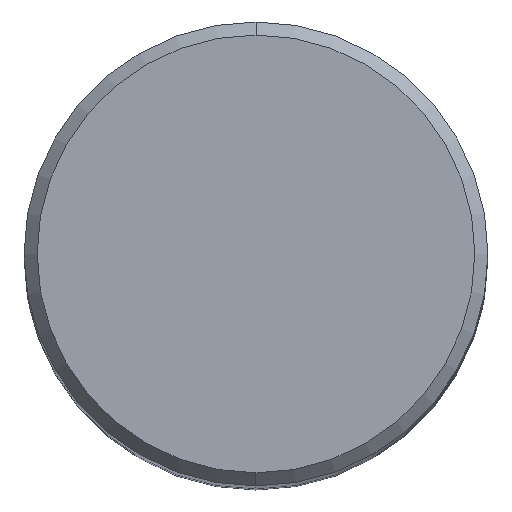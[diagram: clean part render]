
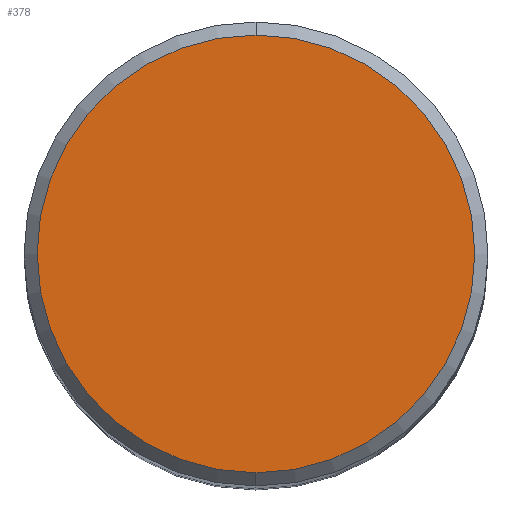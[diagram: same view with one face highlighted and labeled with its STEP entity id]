
A CAD part, top view. The second image highlights one B-rep face of the part: STEP entity #378.
In plain terms, the highlighted planar face has unit normal (0, 0, 1).
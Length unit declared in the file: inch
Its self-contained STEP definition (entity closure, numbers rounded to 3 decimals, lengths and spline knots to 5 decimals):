
#4 = AXIS2_PLACEMENT_3D ( 'NONE', #122, #20, #91 ) ;
#10 = DIRECTION ( 'NONE',  ( 0., 1., 0. ) ) ;
#12 = DIRECTION ( 'NONE',  ( 0., 0., -1. ) ) ;
#20 = DIRECTION ( 'NONE',  ( 0., 0., 1. ) ) ;
#22 = ORIENTED_EDGE ( 'NONE', *, *, #365, .T. ) ;
#91 = DIRECTION ( 'NONE',  ( 0., -1., 0. ) ) ;
#114 = CARTESIAN_POINT ( 'NONE',  ( 0., 0.33435, 0. ) ) ;
#117 = EDGE_LOOP ( 'NONE', ( #22, #173 ) ) ;
#122 = CARTESIAN_POINT ( 'NONE',  ( 0., 0., 0. ) ) ;
#173 = ORIENTED_EDGE ( 'NONE', *, *, #341, .T. ) ;
#174 = DIRECTION ( 'NONE',  ( 0., -1., 0. ) ) ;
#183 = CIRCLE ( 'NONE', #200, 0.33435 ) ;
#200 = AXIS2_PLACEMENT_3D ( 'NONE', #373, #309, #174 ) ;
#210 = FACE_OUTER_BOUND ( 'NONE', #117, .T. ) ;
#213 = PLANE ( 'NONE',  #307 ) ;
#216 = VERTEX_POINT ( 'NONE', #370 ) ;
#252 = CIRCLE ( 'NONE', #4, 0.33435 ) ;
#278 = VERTEX_POINT ( 'NONE', #114 ) ;
#294 = CARTESIAN_POINT ( 'NONE',  ( 0., 0.33435, 0. ) ) ;
#307 = AXIS2_PLACEMENT_3D ( 'NONE', #294, #12, #10 ) ;
#309 = DIRECTION ( 'NONE',  ( 0., 0., 1. ) ) ;
#341 = EDGE_CURVE ( 'NONE', #216, #278, #183, .T. ) ;
#365 = EDGE_CURVE ( 'NONE', #278, #216, #252, .T. ) ;
#370 = CARTESIAN_POINT ( 'NONE',  ( 0., -0.33435, 0. ) ) ;
#373 = CARTESIAN_POINT ( 'NONE',  ( 0., 0., 0. ) ) ;
#378 = ADVANCED_FACE ( 'NONE', ( #210 ), #213, .F. ) ;
